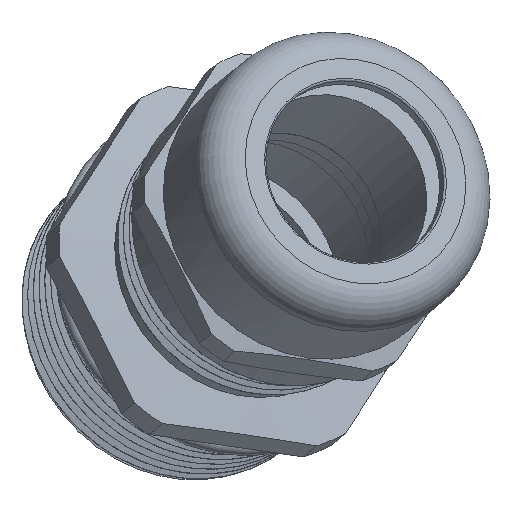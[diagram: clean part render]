
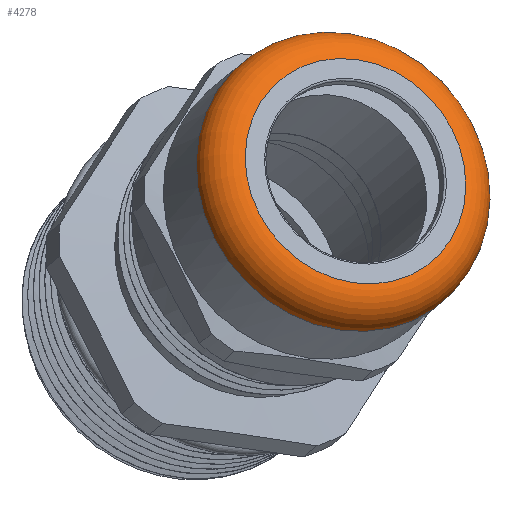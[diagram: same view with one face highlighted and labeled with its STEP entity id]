
A CAD part, left-side view. The second image highlights one B-rep face of the part: STEP entity #4278.
In plain terms, the highlighted toroidal (fillet/blend) face has major radius 11.26 mm and minor radius 3.6 mm.
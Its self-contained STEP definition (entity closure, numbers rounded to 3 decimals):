
#740=TOROIDAL_SURFACE('',#4617,11.26,3.6);
#777=FACE_BOUND('',#1174,.T.);
#912=FACE_OUTER_BOUND('',#1173,.T.);
#1173=EDGE_LOOP('',(#2968));
#1174=EDGE_LOOP('',(#2969));
#1441=CIRCLE('',#4585,11.26);
#1456=CIRCLE('',#4618,14.86);
#1794=VERTEX_POINT('',#7604);
#1821=VERTEX_POINT('',#8313);
#2230=EDGE_CURVE('',#1794,#1794,#1441,.T.);
#2271=EDGE_CURVE('',#1821,#1821,#1456,.T.);
#2968=ORIENTED_EDGE('',*,*,#2271,.F.);
#2969=ORIENTED_EDGE('',*,*,#2230,.T.);
#4278=ADVANCED_FACE('',(#912,#777),#740,.T.);
#4585=AXIS2_PLACEMENT_3D('',#7605,#5147,#5148);
#4617=AXIS2_PLACEMENT_3D('',#8312,#5223,#5224);
#4618=AXIS2_PLACEMENT_3D('',#8314,#5225,#5226);
#5147=DIRECTION('center_axis',(1.,0.,0.));
#5148=DIRECTION('ref_axis',(0.,0.,-1.));
#5223=DIRECTION('center_axis',(1.,0.,0.));
#5224=DIRECTION('ref_axis',(0.,0.,-1.));
#5225=DIRECTION('center_axis',(1.,0.,0.));
#5226=DIRECTION('ref_axis',(0.,0.,-1.));
#7604=CARTESIAN_POINT('',(-20.74,11.26,0.));
#7605=CARTESIAN_POINT('Origin',(-20.74,0.,0.));
#8312=CARTESIAN_POINT('Origin',(-17.14,0.,0.));
#8313=CARTESIAN_POINT('',(-17.14,14.86,0.));
#8314=CARTESIAN_POINT('Origin',(-17.14,0.,0.));
